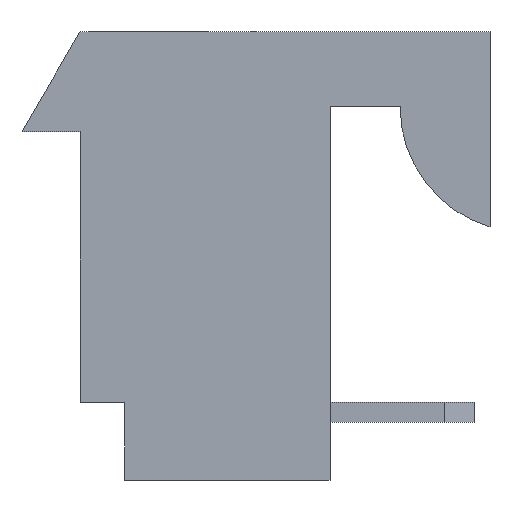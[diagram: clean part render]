
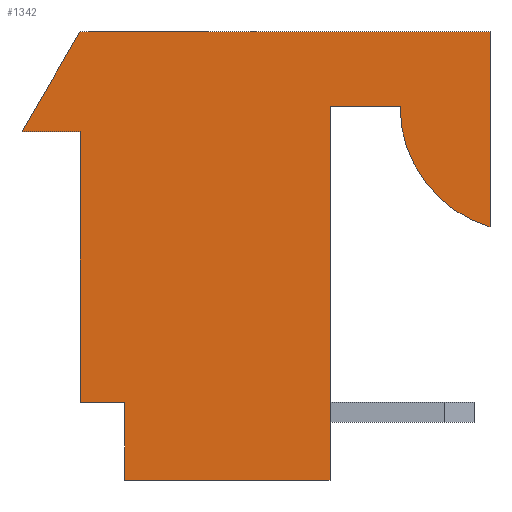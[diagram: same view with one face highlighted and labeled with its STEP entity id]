
A CAD part, left-side view. The second image highlights one B-rep face of the part: STEP entity #1342.
In plain terms, the highlighted planar face has unit normal (-1, 0, 0).
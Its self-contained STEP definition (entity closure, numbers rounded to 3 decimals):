
#1=DIRECTION('',(0.,0.,1.));
#2=VECTOR('',#1,6.88);
#3=CARTESIAN_POINT('',(-3.912,10.414,-9.42));
#4=LINE('',#3,#2);
#5=DIRECTION('',(0.,-1.,0.));
#6=VECTOR('',#5,1.473);
#7=CARTESIAN_POINT('',(-3.912,11.887,-2.54));
#8=LINE('',#7,#6);
#9=DIRECTION('',(0.,0.502,-0.865));
#10=VECTOR('',#9,2.936);
#11=CARTESIAN_POINT('',(-3.912,10.414,0.));
#12=LINE('',#11,#10);
#13=DIRECTION('',(0.,-1.,0.));
#14=VECTOR('',#13,10.414);
#15=CARTESIAN_POINT('',(-3.912,10.414,0.));
#16=LINE('',#15,#14);
#17=DIRECTION('',(0.,0.,-1.));
#18=VECTOR('',#17,4.961);
#19=CARTESIAN_POINT('',(-3.912,0.,0.));
#20=LINE('',#19,#18);
#21=CARTESIAN_POINT('',(-3.912,-0.896,-1.91));
#22=DIRECTION('',(1.,0.,0.));
#23=DIRECTION('',(0.,0.282,-0.959));
#24=AXIS2_PLACEMENT_3D('',#21,#22,#23);
#26=DIRECTION('',(0.,1.,0.));
#27=VECTOR('',#26,1.78);
#28=CARTESIAN_POINT('',(-3.912,2.284,-1.91));
#29=LINE('',#28,#27);
#30=DIRECTION('',(0.,0.,-1.));
#31=VECTOR('',#30,9.49);
#32=CARTESIAN_POINT('',(-3.912,4.064,-1.91));
#33=LINE('',#32,#31);
#34=DIRECTION('',(0.,1.,0.));
#35=VECTOR('',#34,5.21);
#36=CARTESIAN_POINT('',(-3.912,4.064,-11.4));
#37=LINE('',#36,#35);
#38=DIRECTION('',(0.,0.,1.));
#39=VECTOR('',#38,1.98);
#40=CARTESIAN_POINT('',(-3.912,9.274,-11.4));
#41=LINE('',#40,#39);
#42=DIRECTION('',(0.,1.,0.));
#43=VECTOR('',#42,1.14);
#44=CARTESIAN_POINT('',(-3.912,9.274,-9.42));
#45=LINE('',#44,#43);
#993=CARTESIAN_POINT('',(-3.912,0.,0.));
#994=CARTESIAN_POINT('',(-3.912,0.,-4.961));
#995=VERTEX_POINT('',#993);
#996=VERTEX_POINT('',#994);
#997=CARTESIAN_POINT('',(-3.912,2.284,-1.91));
#998=CARTESIAN_POINT('',(-3.912,4.064,-1.91));
#999=VERTEX_POINT('',#997);
#1000=VERTEX_POINT('',#998);
#1001=CARTESIAN_POINT('',(-3.912,4.064,-11.4));
#1002=VERTEX_POINT('',#1001);
#1003=CARTESIAN_POINT('',(-3.912,9.274,-11.4));
#1004=VERTEX_POINT('',#1003);
#1005=CARTESIAN_POINT('',(-3.912,9.274,-9.42));
#1006=VERTEX_POINT('',#1005);
#1007=CARTESIAN_POINT('',(-3.912,10.414,-9.42));
#1008=VERTEX_POINT('',#1007);
#1193=CARTESIAN_POINT('',(-3.912,10.414,-2.54));
#1194=VERTEX_POINT('',#1193);
#1195=CARTESIAN_POINT('',(-3.912,10.414,0.));
#1196=VERTEX_POINT('',#1195);
#1203=CARTESIAN_POINT('',(-3.912,11.887,-2.54));
#1204=VERTEX_POINT('',#1203);
#1313=CARTESIAN_POINT('',(-3.912,0.,0.));
#1314=DIRECTION('',(1.,0.,0.));
#1315=DIRECTION('',(0.,0.,-1.));
#1316=AXIS2_PLACEMENT_3D('',#1313,#1314,#1315);
#1317=PLANE('',#1316);
#1319=ORIENTED_EDGE('',*,*,#1318,.T.);
#1321=ORIENTED_EDGE('',*,*,#1320,.F.);
#1323=ORIENTED_EDGE('',*,*,#1322,.F.);
#1325=ORIENTED_EDGE('',*,*,#1324,.T.);
#1327=ORIENTED_EDGE('',*,*,#1326,.T.);
#1329=ORIENTED_EDGE('',*,*,#1328,.T.);
#1331=ORIENTED_EDGE('',*,*,#1330,.T.);
#1333=ORIENTED_EDGE('',*,*,#1332,.T.);
#1335=ORIENTED_EDGE('',*,*,#1334,.T.);
#1337=ORIENTED_EDGE('',*,*,#1336,.T.);
#1339=ORIENTED_EDGE('',*,*,#1338,.T.);
#1340=EDGE_LOOP('',(#1319,#1321,#1323,#1325,#1327,#1329,#1331,#1333,#1335,#1337,
#1339));
#1341=FACE_OUTER_BOUND('',#1340,.F.);
#1342=ADVANCED_FACE('',(#1341),#1317,.F.);
#25=CIRCLE('',#24,3.18);
#1318=EDGE_CURVE('',#1008,#1194,#4,.T.);
#1320=EDGE_CURVE('',#1204,#1194,#8,.T.);
#1322=EDGE_CURVE('',#1196,#1204,#12,.T.);
#1324=EDGE_CURVE('',#1196,#995,#16,.T.);
#1326=EDGE_CURVE('',#995,#996,#20,.T.);
#1328=EDGE_CURVE('',#996,#999,#25,.T.);
#1330=EDGE_CURVE('',#999,#1000,#29,.T.);
#1332=EDGE_CURVE('',#1000,#1002,#33,.T.);
#1334=EDGE_CURVE('',#1002,#1004,#37,.T.);
#1336=EDGE_CURVE('',#1004,#1006,#41,.T.);
#1338=EDGE_CURVE('',#1006,#1008,#45,.T.);
